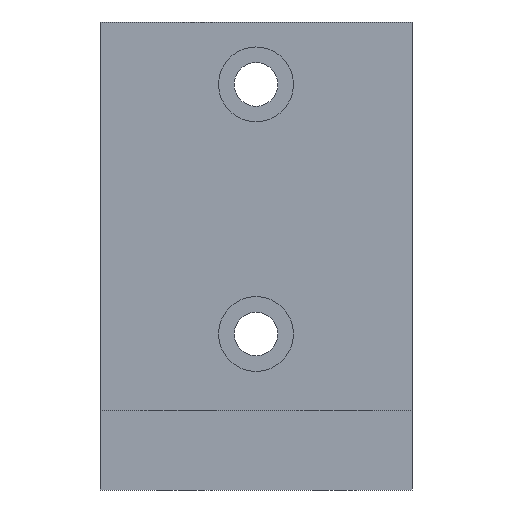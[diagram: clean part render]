
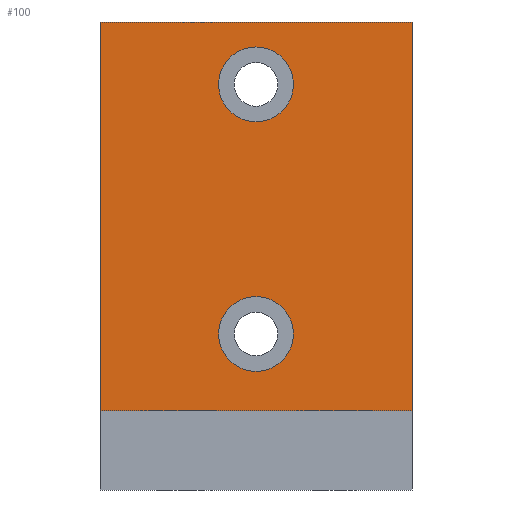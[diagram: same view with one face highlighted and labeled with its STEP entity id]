
A CAD part, front view. The second image highlights one B-rep face of the part: STEP entity #100.
In plain terms, the highlighted planar face has unit normal (0, -1, 0).
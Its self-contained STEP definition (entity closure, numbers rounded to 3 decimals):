
#100=ADVANCED_FACE('',(#168,#169,#170),#171,.T.);
#168=FACE_OUTER_BOUND('',#248,.T.);
#169=FACE_BOUND('',#249,.T.);
#170=FACE_BOUND('',#250,.T.);
#171=PLANE('',#251);
#248=EDGE_LOOP('',(#441,#442,#443,#444));
#249=EDGE_LOOP('',(#445));
#250=EDGE_LOOP('',(#446));
#251=AXIS2_PLACEMENT_3D('',#447,#448,#449);
#441=ORIENTED_EDGE('',*,*,#572,.F.);
#442=ORIENTED_EDGE('',*,*,#573,.F.);
#443=ORIENTED_EDGE('',*,*,#574,.T.);
#444=ORIENTED_EDGE('',*,*,#575,.F.);
#445=ORIENTED_EDGE('',*,*,#566,.T.);
#446=ORIENTED_EDGE('',*,*,#562,.T.);
#447=CARTESIAN_POINT('',(0.0,24.8,50.2));
#448=DIRECTION('',(0.0,-1.0,0.0));
#449=DIRECTION('',(0.0,0.0,-1.0));
#562=EDGE_CURVE('',#670,#670,#671,.T.);
#566=EDGE_CURVE('',#678,#678,#679,.T.);
#572=EDGE_CURVE('',#690,#691,#692,.T.);
#573=EDGE_CURVE('',#693,#690,#694,.T.);
#574=EDGE_CURVE('',#693,#695,#696,.T.);
#575=EDGE_CURVE('',#691,#695,#697,.T.);
#670=VERTEX_POINT('',#828);
#671=CIRCLE('',#829,6.0);
#678=VERTEX_POINT('',#836);
#679=CIRCLE('',#837,6.0);
#690=VERTEX_POINT('',#852);
#691=VERTEX_POINT('',#853);
#692=LINE('',#854,#855);
#693=VERTEX_POINT('',#856);
#694=LINE('',#857,#858);
#695=VERTEX_POINT('',#859);
#696=LINE('',#860,#861);
#697=LINE('',#862,#863);
#828=CARTESIAN_POINT('',(6.0,24.8,25.0));
#829=AXIS2_PLACEMENT_3D('',#974,#975,#976);
#836=CARTESIAN_POINT('',(6.0,24.8,65.0));
#837=AXIS2_PLACEMENT_3D('',#986,#987,#988);
#852=CARTESIAN_POINT('',(-25.0,24.8,75.0));
#853=CARTESIAN_POINT('',(25.0,24.8,75.0));
#854=CARTESIAN_POINT('',(0.0,24.8,75.0));
#855=VECTOR('',#996,1.0);
#856=CARTESIAN_POINT('',(-25.0,24.8,12.7));
#857=CARTESIAN_POINT('',(-25.0,24.8,43.85));
#858=VECTOR('',#997,1.0);
#859=CARTESIAN_POINT('',(25.0,24.8,12.7));
#860=CARTESIAN_POINT('',(0.0,24.8,12.7));
#861=VECTOR('',#998,1.0);
#862=CARTESIAN_POINT('',(25.0,24.8,43.85));
#863=VECTOR('',#999,1.0);
#974=CARTESIAN_POINT('',(0.0,24.8,25.0));
#975=DIRECTION('',(-0.0,1.0,0.0));
#976=DIRECTION('',(1.0,0.0,0.0));
#986=CARTESIAN_POINT('',(0.0,24.8,65.0));
#987=DIRECTION('',(-0.0,1.0,0.0));
#988=DIRECTION('',(1.0,0.0,0.0));
#996=DIRECTION('',(1.0,0.0,-0.0));
#997=DIRECTION('',(-0.0,0.0,1.0));
#998=DIRECTION('',(1.0,0.0,0.0));
#999=DIRECTION('',(-0.0,-0.0,-1.0));
